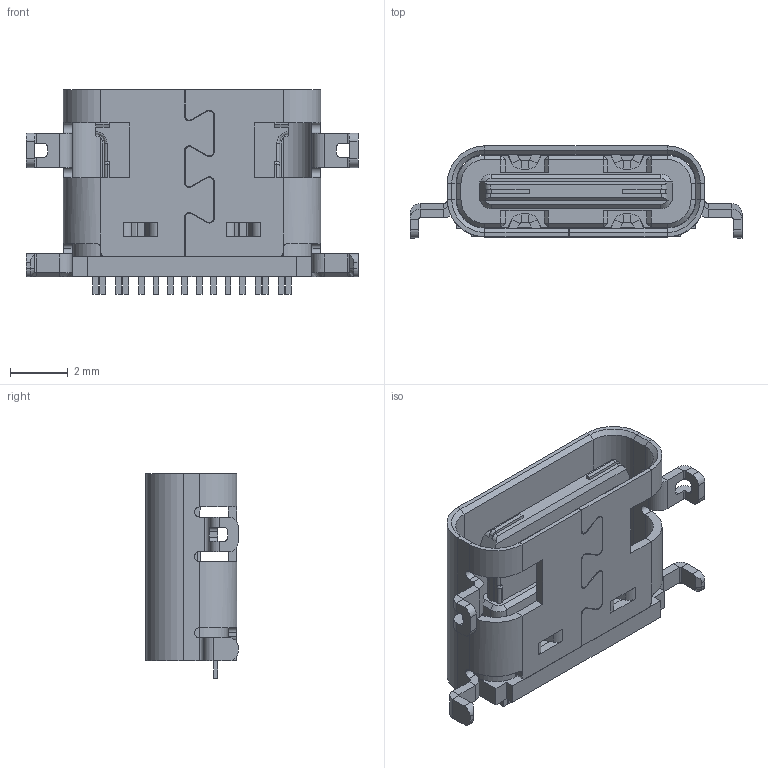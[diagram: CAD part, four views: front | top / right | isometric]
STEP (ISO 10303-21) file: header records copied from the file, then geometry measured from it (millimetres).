
FILE_DESCRIPTION (( 'STEP AP214' ), '1' );
FILE_NAME ('TYPE-C-31-M-13.STEP', '2021-02-08T12:31:33', ( '' ), ( '' ), 'SwSTEP 2.0', 'SolidWorks 2017', '' );
FILE_SCHEMA (( 'AUTOMOTIVE_DESIGN' ));
Length unit declared in the file: millimetre
Products named in the file (2): TYPE-C-31-M-13 part; TYPE-C-31-M-13
Assembly tree (1 placements, depth 2):
  TYPE-C-31-M-13
    TYPE-C-31-M-13 part
Bounding box: 11.54 x 3.2 x 7.1 mm (x, y, z)
Volume: 95.2 mm3; surface area: 434.4 mm2
Topology: 18 solids, 18 shells, 652 faces, 1572 edges, 944 vertices
Faces by surface type: plane 468, cylinder 158, cone 22, bspline 4
Entity records: 18892 total; most frequent: CARTESIAN_POINT 3501, ORIENTED_EDGE 3144, DIRECTION 3115, EDGE_CURVE 1572, LINE 1219, VECTOR 1219, AXIS2_PLACEMENT_3D 948, VERTEX_POINT 944
